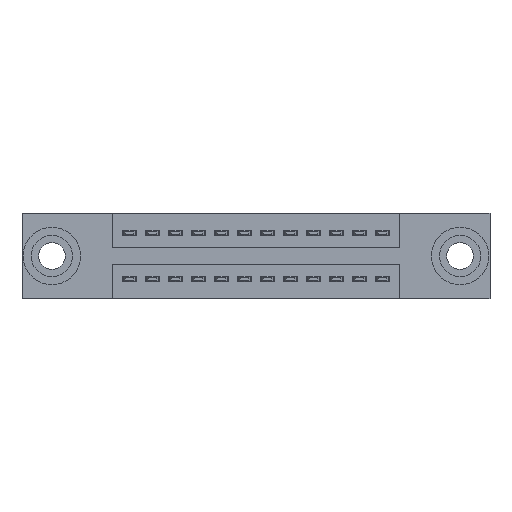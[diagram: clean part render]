
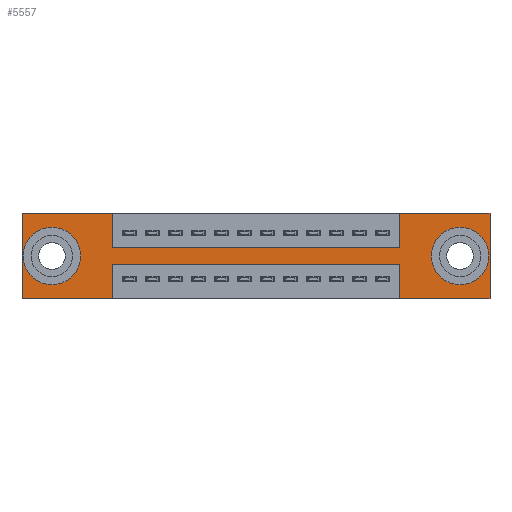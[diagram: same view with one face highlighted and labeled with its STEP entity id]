
A CAD part, front view. The second image highlights one B-rep face of the part: STEP entity #5557.
In plain terms, the highlighted planar face has unit normal (0, -1, 0).
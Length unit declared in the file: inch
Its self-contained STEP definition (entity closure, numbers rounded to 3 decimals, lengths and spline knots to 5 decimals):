
#13 = CIRCLE ( 'NONE', #6749, 0.078 ) ;
#175 = CARTESIAN_POINT ( 'NONE',  ( 0., 0., 0. ) ) ;
#211 = DIRECTION ( 'NONE',  ( 1., 0., 0. ) ) ;
#365 = FACE_OUTER_BOUND ( 'NONE', #4965, .T. ) ;
#653 = EDGE_CURVE ( 'NONE', #13822, #6650, #3715, .T. ) ;
#935 = CARTESIAN_POINT ( 'NONE',  ( 2.035, 0., 0. ) ) ;
#1205 = LINE ( 'NONE', #2242, #7340 ) ;
#1287 = DIRECTION ( 'NONE',  ( 0., 0., 1. ) ) ;
#1297 = DIRECTION ( 'NONE',  ( 0., 1., 0. ) ) ;
#1316 = CARTESIAN_POINT ( 'NONE',  ( 0.13, 0., -0.185 ) ) ;
#1317 = CARTESIAN_POINT ( 'NONE',  ( 0., 0., -0.37 ) ) ;
#1639 = VERTEX_POINT ( 'NONE', #12562 ) ;
#1952 = CARTESIAN_POINT ( 'NONE',  ( 0.3925, 0., 0. ) ) ;
#1989 = CARTESIAN_POINT ( 'NONE',  ( 1.6425, 0., 0. ) ) ;
#2029 = EDGE_CURVE ( 'NONE', #4780, #12827, #12527, .T. ) ;
#2242 = CARTESIAN_POINT ( 'NONE',  ( 1.6425, 0., -0.37 ) ) ;
#2247 = VECTOR ( 'NONE', #7783, 39.37008 ) ;
#2302 = EDGE_CURVE ( 'NONE', #11787, #12578, #10002, .T. ) ;
#2384 = CARTESIAN_POINT ( 'NONE',  ( 2.035, 0., 0. ) ) ;
#2415 = EDGE_CURVE ( 'NONE', #10830, #6319, #2753, .T. ) ;
#2446 = DIRECTION ( 'NONE',  ( 0., 0., -1. ) ) ;
#2753 = CIRCLE ( 'NONE', #13708, 0.078 ) ;
#3146 = DIRECTION ( 'NONE',  ( 0., 0., -1. ) ) ;
#3188 = ORIENTED_EDGE ( 'NONE', *, *, #3403, .F. ) ;
#3252 = VECTOR ( 'NONE', #6409, 39.37008 ) ;
#3254 = ORIENTED_EDGE ( 'NONE', *, *, #6177, .F. ) ;
#3326 = DIRECTION ( 'NONE',  ( -1., 0., 0. ) ) ;
#3372 = ORIENTED_EDGE ( 'NONE', *, *, #12861, .F. ) ;
#3403 = EDGE_CURVE ( 'NONE', #6650, #5555, #10919, .T. ) ;
#3432 = ORIENTED_EDGE ( 'NONE', *, *, #11051, .F. ) ;
#3644 = CARTESIAN_POINT ( 'NONE',  ( 1.905, 0., -0.185 ) ) ;
#3663 = DIRECTION ( 'NONE',  ( 0., 0., 1. ) ) ;
#3708 = CARTESIAN_POINT ( 'NONE',  ( 1.6425, 0., -0.22 ) ) ;
#3715 = LINE ( 'NONE', #7492, #6423 ) ;
#3740 = CARTESIAN_POINT ( 'NONE',  ( 0.13, 0., -0.107 ) ) ;
#3748 = CARTESIAN_POINT ( 'NONE',  ( 1.905, 0., -0.185 ) ) ;
#3901 = ORIENTED_EDGE ( 'NONE', *, *, #2029, .F. ) ;
#4244 = EDGE_CURVE ( 'NONE', #12469, #7685, #13840, .T. ) ;
#4272 = ORIENTED_EDGE ( 'NONE', *, *, #2415, .T. ) ;
#4353 = CARTESIAN_POINT ( 'NONE',  ( 0., 0., -0.37 ) ) ;
#4358 = ORIENTED_EDGE ( 'NONE', *, *, #4997, .T. ) ;
#4390 = ORIENTED_EDGE ( 'NONE', *, *, #653, .F. ) ;
#4474 = CIRCLE ( 'NONE', #12813, 0.078 ) ;
#4755 = DIRECTION ( 'NONE',  ( 0., 0., -1. ) ) ;
#4774 = CARTESIAN_POINT ( 'NONE',  ( 0., 0., 0. ) ) ;
#4780 = VERTEX_POINT ( 'NONE', #3708 ) ;
#4852 = DIRECTION ( 'NONE',  ( 0., 0., -1. ) ) ;
#4893 = VECTOR ( 'NONE', #11299, 39.37008 ) ;
#4965 = EDGE_LOOP ( 'NONE', ( #7102, #3901, #3432, #3372, #3254, #3188, #4390, #13487, #5339, #6450, #12479, #6403 ) ) ;
#4997 = EDGE_CURVE ( 'NONE', #6319, #10830, #13, .T. ) ;
#5273 = LINE ( 'NONE', #8249, #4893 ) ;
#5277 = CARTESIAN_POINT ( 'NONE',  ( 0., 0., 0. ) ) ;
#5309 = VECTOR ( 'NONE', #3146, 39.37008 ) ;
#5339 = ORIENTED_EDGE ( 'NONE', *, *, #6151, .F. ) ;
#5439 = CARTESIAN_POINT ( 'NONE',  ( 0., 0., -0.37 ) ) ;
#5555 = VERTEX_POINT ( 'NONE', #2384 ) ;
#5557 = ADVANCED_FACE ( 'NONE', ( #8674, #6094, #365 ), #11129, .T. ) ;
#6094 = FACE_BOUND ( 'NONE', #8845, .T. ) ;
#6151 = EDGE_CURVE ( 'NONE', #7685, #8733, #10996, .T. ) ;
#6177 = EDGE_CURVE ( 'NONE', #5555, #1639, #7982, .T. ) ;
#6319 = VERTEX_POINT ( 'NONE', #3740 ) ;
#6381 = VECTOR ( 'NONE', #7625, 39.37008 ) ;
#6403 = ORIENTED_EDGE ( 'NONE', *, *, #2302, .F. ) ;
#6409 = DIRECTION ( 'NONE',  ( 1., 0., 0. ) ) ;
#6423 = VECTOR ( 'NONE', #10287, 39.37008 ) ;
#6450 = ORIENTED_EDGE ( 'NONE', *, *, #4244, .F. ) ;
#6619 = DIRECTION ( 'NONE',  ( 0., 1., 0. ) ) ;
#6643 = CARTESIAN_POINT ( 'NONE',  ( 0.3925, 0., -0.37 ) ) ;
#6650 = VERTEX_POINT ( 'NONE', #1989 ) ;
#6708 = CARTESIAN_POINT ( 'NONE',  ( 0.3925, 0., -0.15 ) ) ;
#6732 = VERTEX_POINT ( 'NONE', #9996 ) ;
#6749 = AXIS2_PLACEMENT_3D ( 'NONE', #12778, #6619, #13752 ) ;
#7049 = DIRECTION ( 'NONE',  ( 0., 0., -1. ) ) ;
#7102 = ORIENTED_EDGE ( 'NONE', *, *, #10279, .F. ) ;
#7244 = VERTEX_POINT ( 'NONE', #11264 ) ;
#7340 = VECTOR ( 'NONE', #11014, 39.37008 ) ;
#7492 = CARTESIAN_POINT ( 'NONE',  ( 1.6425, 0., 0. ) ) ;
#7625 = DIRECTION ( 'NONE',  ( -1., 0., 0. ) ) ;
#7674 = CARTESIAN_POINT ( 'NONE',  ( 0.3925, 0., -0.22 ) ) ;
#7685 = VERTEX_POINT ( 'NONE', #7709 ) ;
#7709 = CARTESIAN_POINT ( 'NONE',  ( 0.3925, 0., 0. ) ) ;
#7783 = DIRECTION ( 'NONE',  ( 0., 0., -1. ) ) ;
#7982 = LINE ( 'NONE', #935, #2247 ) ;
#8062 = EDGE_CURVE ( 'NONE', #7244, #12154, #4474, .T. ) ;
#8136 = LINE ( 'NONE', #4774, #13166 ) ;
#8166 = EDGE_CURVE ( 'NONE', #12154, #7244, #11991, .T. ) ;
#8249 = CARTESIAN_POINT ( 'NONE',  ( 0., 0., -0.37 ) ) ;
#8445 = EDGE_CURVE ( 'NONE', #8733, #13822, #11831, .T. ) ;
#8674 = FACE_BOUND ( 'NONE', #12701, .T. ) ;
#8733 = VERTEX_POINT ( 'NONE', #6708 ) ;
#8791 = CARTESIAN_POINT ( 'NONE',  ( 1.6425, 0., -0.15 ) ) ;
#8845 = EDGE_LOOP ( 'NONE', ( #4358, #4272 ) ) ;
#9148 = DIRECTION ( 'NONE',  ( 0., -1., 0. ) ) ;
#9269 = VECTOR ( 'NONE', #7049, 39.37008 ) ;
#9431 = ORIENTED_EDGE ( 'NONE', *, *, #8062, .T. ) ;
#9996 = CARTESIAN_POINT ( 'NONE',  ( 1.6425, 0., -0.37 ) ) ;
#9997 = DIRECTION ( 'NONE',  ( 1., 0., 0. ) ) ;
#10002 = LINE ( 'NONE', #4353, #12045 ) ;
#10066 = CARTESIAN_POINT ( 'NONE',  ( 0., 0., 0. ) ) ;
#10279 = EDGE_CURVE ( 'NONE', #12827, #11787, #12270, .T. ) ;
#10287 = DIRECTION ( 'NONE',  ( 0., 0., 1. ) ) ;
#10341 = AXIS2_PLACEMENT_3D ( 'NONE', #1317, #9148, #2446 ) ;
#10579 = CARTESIAN_POINT ( 'NONE',  ( 0.3925, 0., -0.15 ) ) ;
#10830 = VERTEX_POINT ( 'NONE', #13709 ) ;
#10919 = LINE ( 'NONE', #175, #13565 ) ;
#10996 = LINE ( 'NONE', #1952, #5309 ) ;
#11014 = DIRECTION ( 'NONE',  ( 0., 0., 1. ) ) ;
#11051 = EDGE_CURVE ( 'NONE', #6732, #4780, #1205, .T. ) ;
#11129 = PLANE ( 'NONE',  #10341 ) ;
#11183 = ORIENTED_EDGE ( 'NONE', *, *, #8166, .T. ) ;
#11200 = DIRECTION ( 'NONE',  ( 0., 1., 0. ) ) ;
#11214 = VECTOR ( 'NONE', #9997, 39.37008 ) ;
#11264 = CARTESIAN_POINT ( 'NONE',  ( 1.905, 0., -0.263 ) ) ;
#11292 = DIRECTION ( 'NONE',  ( 0., 1., 0. ) ) ;
#11299 = DIRECTION ( 'NONE',  ( -1., 0., 0. ) ) ;
#11787 = VERTEX_POINT ( 'NONE', #6643 ) ;
#11831 = LINE ( 'NONE', #10579, #3252 ) ;
#11991 = CIRCLE ( 'NONE', #13464, 0.078 ) ;
#12045 = VECTOR ( 'NONE', #3326, 39.37008 ) ;
#12059 = EDGE_CURVE ( 'NONE', #12578, #12469, #8136, .T. ) ;
#12122 = CARTESIAN_POINT ( 'NONE',  ( 0.3925, 0., -0.37 ) ) ;
#12154 = VERTEX_POINT ( 'NONE', #13303 ) ;
#12259 = CARTESIAN_POINT ( 'NONE',  ( 0.3925, 0., -0.22 ) ) ;
#12270 = LINE ( 'NONE', #12122, #9269 ) ;
#12469 = VERTEX_POINT ( 'NONE', #5277 ) ;
#12479 = ORIENTED_EDGE ( 'NONE', *, *, #12059, .F. ) ;
#12527 = LINE ( 'NONE', #7674, #6381 ) ;
#12562 = CARTESIAN_POINT ( 'NONE',  ( 2.035, 0., -0.37 ) ) ;
#12578 = VERTEX_POINT ( 'NONE', #5439 ) ;
#12701 = EDGE_LOOP ( 'NONE', ( #11183, #9431 ) ) ;
#12778 = CARTESIAN_POINT ( 'NONE',  ( 0.13, 0., -0.185 ) ) ;
#12813 = AXIS2_PLACEMENT_3D ( 'NONE', #3644, #11200, #4755 ) ;
#12827 = VERTEX_POINT ( 'NONE', #12259 ) ;
#12861 = EDGE_CURVE ( 'NONE', #1639, #6732, #5273, .T. ) ;
#13166 = VECTOR ( 'NONE', #3663, 39.37008 ) ;
#13303 = CARTESIAN_POINT ( 'NONE',  ( 1.905, 0., -0.107 ) ) ;
#13464 = AXIS2_PLACEMENT_3D ( 'NONE', #3748, #11292, #4852 ) ;
#13487 = ORIENTED_EDGE ( 'NONE', *, *, #8445, .F. ) ;
#13565 = VECTOR ( 'NONE', #211, 39.37008 ) ;
#13708 = AXIS2_PLACEMENT_3D ( 'NONE', #1316, #1297, #1287 ) ;
#13709 = CARTESIAN_POINT ( 'NONE',  ( 0.13, 0., -0.263 ) ) ;
#13752 = DIRECTION ( 'NONE',  ( 0., 0., 1. ) ) ;
#13822 = VERTEX_POINT ( 'NONE', #8791 ) ;
#13840 = LINE ( 'NONE', #10066, #11214 ) ;
